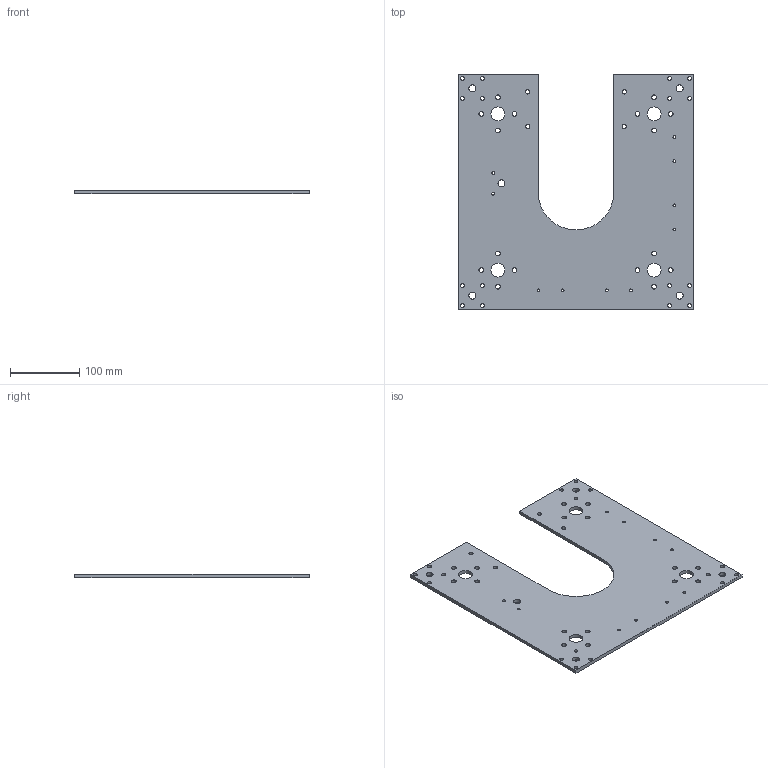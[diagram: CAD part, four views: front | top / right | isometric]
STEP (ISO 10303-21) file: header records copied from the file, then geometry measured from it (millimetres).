
FILE_DESCRIPTION (( 'STEP AP214' ), '1' );
FILE_NAME ('Base tren optico.STEP', '2021-12-16T13:46:02', ( '' ), ( '' ), 'SwSTEP 2.0', 'SolidWorks 2021', '' );
FILE_SCHEMA (( 'AUTOMOTIVE_DESIGN' ));
Length unit declared in the file: millimetre
Products named in the file (1): Base tren optico
Bounding box: 340 x 340 x 5 mm (x, y, z)
Volume: 446140.9 mm3; surface area: 193523.4 mm2
Topology: 1 solids, 1 shells, 124 faces, 370 edges, 248 vertices
Faces by surface type: cylinder 111, plane 13
Entity records: 4892 total; most frequent: DIRECTION 842, CARTESIAN_POINT 743, ORIENTED_EDGE 740, EDGE_CURVE 370, AXIS2_PLACEMENT_3D 347, VERTEX_POINT 248, EDGE_LOOP 234, CIRCLE 222
